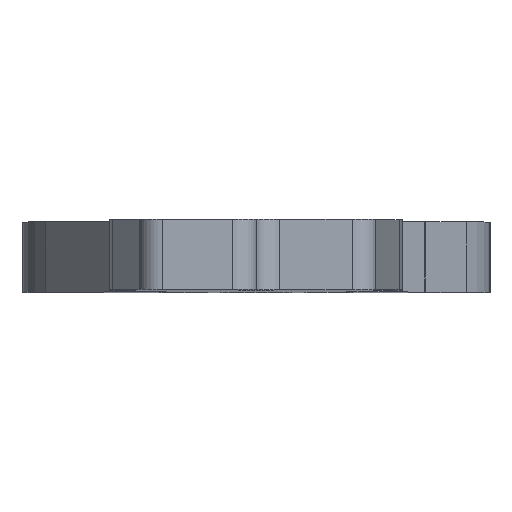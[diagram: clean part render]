
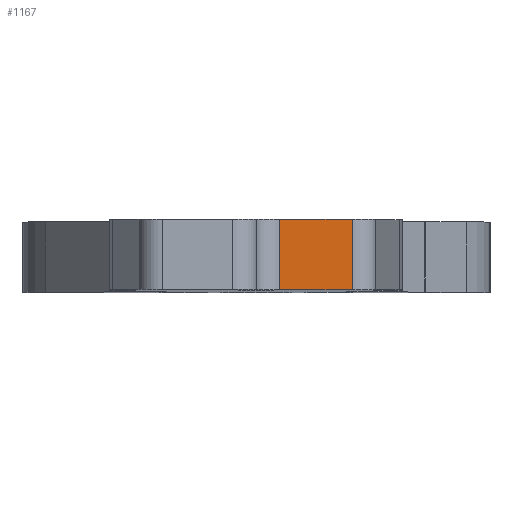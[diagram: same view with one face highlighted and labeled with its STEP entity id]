
A CAD part, top view. The second image highlights one B-rep face of the part: STEP entity #1167.
In plain terms, the highlighted planar face has unit normal (0, 0, 1).
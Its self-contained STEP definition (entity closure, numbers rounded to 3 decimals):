
#58=PLANE('',#1307);
#111=FACE_OUTER_BOUND('',#187,.T.);
#187=EDGE_LOOP('',(#1045,#1046,#1047,#1048));
#206=LINE('',#1701,#312);
#249=LINE('',#1868,#355);
#294=LINE('',#1987,#400);
#295=LINE('',#1989,#401);
#312=VECTOR('',#1349,10.);
#355=VECTOR('',#1490,10.);
#400=VECTOR('',#1635,10.);
#401=VECTOR('',#1638,10.);
#484=VERTEX_POINT('',#1698);
#485=VERTEX_POINT('',#1700);
#559=VERTEX_POINT('',#1865);
#560=VERTEX_POINT('',#1867);
#599=EDGE_CURVE('',#485,#484,#206,.T.);
#683=EDGE_CURVE('',#559,#560,#249,.T.);
#743=EDGE_CURVE('',#484,#560,#294,.T.);
#744=EDGE_CURVE('',#485,#559,#295,.T.);
#1045=ORIENTED_EDGE('',*,*,#599,.T.);
#1046=ORIENTED_EDGE('',*,*,#743,.T.);
#1047=ORIENTED_EDGE('',*,*,#683,.F.);
#1048=ORIENTED_EDGE('',*,*,#744,.F.);
#1167=ADVANCED_FACE('',(#111),#58,.T.);
#1307=AXIS2_PLACEMENT_3D('',#1988,#1636,#1637);
#1349=DIRECTION('',(1.,0.,0.));
#1490=DIRECTION('',(1.,0.,0.));
#1635=DIRECTION('',(0.,1.,0.));
#1636=DIRECTION('center_axis',(0.,0.,1.));
#1637=DIRECTION('ref_axis',(1.,0.,0.));
#1638=DIRECTION('',(0.,1.,0.));
#1698=CARTESIAN_POINT('',(8.234,0.,126.871));
#1700=CARTESIAN_POINT('',(2.,0.,126.871));
#1701=CARTESIAN_POINT('',(2.,0.,126.871));
#1865=CARTESIAN_POINT('',(2.,6.,126.871));
#1867=CARTESIAN_POINT('',(8.234,6.,126.871));
#1868=CARTESIAN_POINT('',(2.,6.,126.871));
#1987=CARTESIAN_POINT('',(8.234,0.,126.871));
#1988=CARTESIAN_POINT('Origin',(2.,0.,126.871));
#1989=CARTESIAN_POINT('',(2.,0.,126.871));
